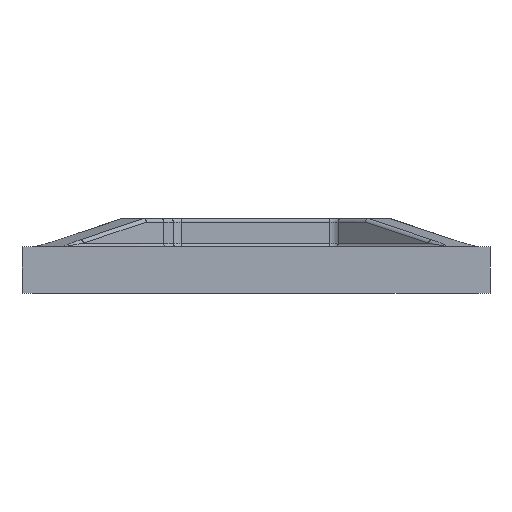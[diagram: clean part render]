
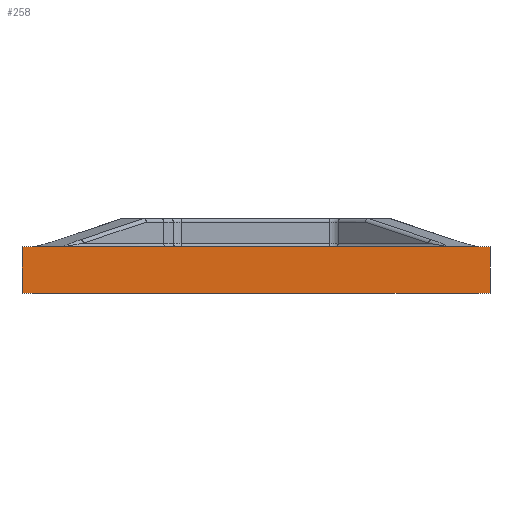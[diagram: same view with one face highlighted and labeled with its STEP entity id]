
A CAD part, front view. The second image highlights one B-rep face of the part: STEP entity #258.
In plain terms, the highlighted planar face has unit normal (0, -1, 0).
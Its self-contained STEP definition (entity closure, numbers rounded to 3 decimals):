
#258=ADVANCED_FACE('',(#514),#441,.F.);
#441=PLANE('',#3267);
#514=FACE_OUTER_BOUND('',#706,.T.);
#706=EDGE_LOOP('',(#1603,#1604,#1605,#1606));
#935=LINE('',#4757,#1193);
#986=LINE('',#4909,#1244);
#995=LINE('',#4947,#1253);
#996=LINE('',#4948,#1254);
#1193=VECTOR('',#3717,1.);
#1244=VECTOR('',#3830,1.);
#1253=VECTOR('',#3861,1.);
#1254=VECTOR('',#3862,1.);
#1603=ORIENTED_EDGE('',*,*,#2681,.T.);
#1604=ORIENTED_EDGE('',*,*,#2777,.F.);
#1605=ORIENTED_EDGE('',*,*,#2758,.F.);
#1606=ORIENTED_EDGE('',*,*,#2778,.T.);
#2391=VERTEX_POINT('',#4758);
#2392=VERTEX_POINT('',#4759);
#2461=VERTEX_POINT('',#4910);
#2462=VERTEX_POINT('',#4911);
#2681=EDGE_CURVE('',#2391,#2392,#935,.T.);
#2758=EDGE_CURVE('',#2461,#2462,#986,.T.);
#2777=EDGE_CURVE('',#2462,#2392,#995,.T.);
#2778=EDGE_CURVE('',#2461,#2391,#996,.T.);
#3267=AXIS2_PLACEMENT_3D('',#4949,#3863,#3864);
#3717=DIRECTION('',(-1.,0.,0.));
#3830=DIRECTION('',(-1.,0.,0.));
#3861=DIRECTION('',(0.,0.,1.));
#3862=DIRECTION('',(0.,0.,1.));
#3863=DIRECTION('',(0.,1.,0.));
#3864=DIRECTION('',(-1.,0.,0.));
#4757=CARTESIAN_POINT('',(50.,-50.,0.));
#4758=CARTESIAN_POINT('',(50.,-50.,0.));
#4759=CARTESIAN_POINT('',(-50.,-50.,0.));
#4909=CARTESIAN_POINT('',(50.,-50.,-10.));
#4910=CARTESIAN_POINT('',(50.,-50.,-10.));
#4911=CARTESIAN_POINT('',(-50.,-50.,-10.));
#4947=CARTESIAN_POINT('',(-50.,-50.,-10.));
#4948=CARTESIAN_POINT('',(50.,-50.,-10.));
#4949=CARTESIAN_POINT('',(50.,-50.,-10.));
